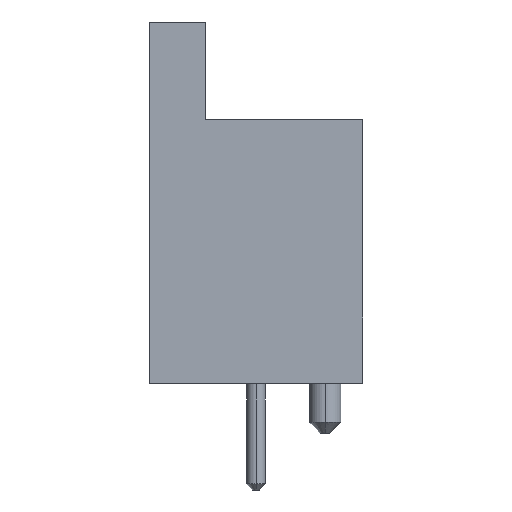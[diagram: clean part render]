
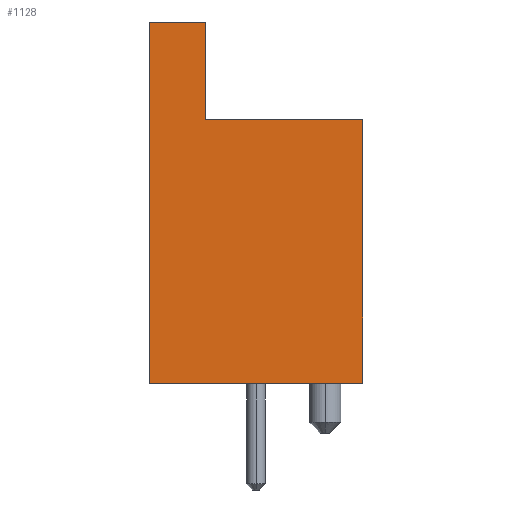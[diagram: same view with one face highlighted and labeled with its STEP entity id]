
A CAD part, left-side view. The second image highlights one B-rep face of the part: STEP entity #1128.
In plain terms, the highlighted planar face has unit normal (-1, 0, 0).
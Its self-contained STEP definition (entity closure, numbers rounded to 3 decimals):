
#77 = ORIENTED_EDGE ( 'NONE', *, *, #16538, .T. ) ;
#503 = VERTEX_POINT ( 'NONE', #13241 ) ;
#528 = LINE ( 'NONE', #11182, #3443 ) ;
#575 = DIRECTION ( 'NONE',  ( 0., 0., -1. ) ) ;
#712 = DIRECTION ( 'NONE',  ( 0., 0., -1. ) ) ;
#847 = ORIENTED_EDGE ( 'NONE', *, *, #10924, .F. ) ;
#1017 = DIRECTION ( 'NONE',  ( 0., 0., -1. ) ) ;
#1128 = ADVANCED_FACE ( 'NONE', ( #12352 ), #2211, .F. ) ;
#1246 = CARTESIAN_POINT ( 'NONE',  ( -4.95, 3.4, 0. ) ) ;
#1364 = ORIENTED_EDGE ( 'NONE', *, *, #15709, .F. ) ;
#2211 = PLANE ( 'NONE',  #5659 ) ;
#2220 = CARTESIAN_POINT ( 'NONE',  ( -4.95, 3.4, 11.5 ) ) ;
#3266 = EDGE_CURVE ( 'NONE', #11700, #7419, #6268, .T. ) ;
#3443 = VECTOR ( 'NONE', #712, 1000. ) ;
#3652 = VECTOR ( 'NONE', #13474, 1000. ) ;
#5057 = CARTESIAN_POINT ( 'NONE',  ( -4.95, 3.4, 11.5 ) ) ;
#5382 = CARTESIAN_POINT ( 'NONE',  ( -4.95, 3.4, 0. ) ) ;
#5659 = AXIS2_PLACEMENT_3D ( 'NONE', #14053, #15532, #1017 ) ;
#6268 = LINE ( 'NONE', #5057, #11867 ) ;
#6512 = DIRECTION ( 'NONE',  ( 0., -1., 0. ) ) ;
#7089 = LINE ( 'NONE', #16496, #16138 ) ;
#7419 = VERTEX_POINT ( 'NONE', #13758 ) ;
#8262 = ORIENTED_EDGE ( 'NONE', *, *, #10776, .T. ) ;
#8309 = ORIENTED_EDGE ( 'NONE', *, *, #3266, .F. ) ;
#10386 = DIRECTION ( 'NONE',  ( 0., -1., 0. ) ) ;
#10535 = DIRECTION ( 'NONE',  ( 0., 0., -1. ) ) ;
#10776 = EDGE_CURVE ( 'NONE', #11700, #14510, #16934, .T. ) ;
#10924 = EDGE_CURVE ( 'NONE', #7419, #11510, #7089, .T. ) ;
#11182 = CARTESIAN_POINT ( 'NONE',  ( -4.95, -3.4, 11.5 ) ) ;
#11510 = VERTEX_POINT ( 'NONE', #15898 ) ;
#11594 = CARTESIAN_POINT ( 'NONE',  ( -4.95, 3.4, 11.5 ) ) ;
#11700 = VERTEX_POINT ( 'NONE', #2220 ) ;
#11867 = VECTOR ( 'NONE', #6512, 1000. ) ;
#11971 = VECTOR ( 'NONE', #10386, 1000. ) ;
#12352 = FACE_OUTER_BOUND ( 'NONE', #16099, .T. ) ;
#12417 = CARTESIAN_POINT ( 'NONE',  ( -4.95, -3.4, 0. ) ) ;
#12556 = VECTOR ( 'NONE', #10535, 1000. ) ;
#12876 = ORIENTED_EDGE ( 'NONE', *, *, #14641, .F. ) ;
#13241 = CARTESIAN_POINT ( 'NONE',  ( -4.95, -3.4, 8.4 ) ) ;
#13474 = DIRECTION ( 'NONE',  ( 0., -1., 0. ) ) ;
#13557 = LINE ( 'NONE', #5382, #3652 ) ;
#13758 = CARTESIAN_POINT ( 'NONE',  ( -4.95, 1.608, 11.5 ) ) ;
#14053 = CARTESIAN_POINT ( 'NONE',  ( -4.95, 3.4, 11.5 ) ) ;
#14270 = CARTESIAN_POINT ( 'NONE',  ( -4.95, -3.4, 8.4 ) ) ;
#14510 = VERTEX_POINT ( 'NONE', #1246 ) ;
#14641 = EDGE_CURVE ( 'NONE', #503, #15191, #528, .T. ) ;
#15191 = VERTEX_POINT ( 'NONE', #12417 ) ;
#15532 = DIRECTION ( 'NONE',  ( 1., 0., 0. ) ) ;
#15709 = EDGE_CURVE ( 'NONE', #11510, #503, #16953, .T. ) ;
#15898 = CARTESIAN_POINT ( 'NONE',  ( -4.95, 1.608, 8.4 ) ) ;
#16099 = EDGE_LOOP ( 'NONE', ( #12876, #1364, #847, #8309, #8262, #77 ) ) ;
#16138 = VECTOR ( 'NONE', #575, 1000. ) ;
#16496 = CARTESIAN_POINT ( 'NONE',  ( -4.95, 1.608, 11.5 ) ) ;
#16538 = EDGE_CURVE ( 'NONE', #14510, #15191, #13557, .T. ) ;
#16934 = LINE ( 'NONE', #11594, #12556 ) ;
#16953 = LINE ( 'NONE', #14270, #11971 ) ;
